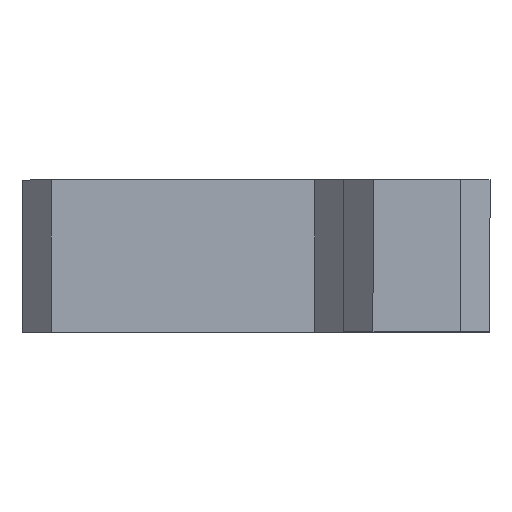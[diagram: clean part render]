
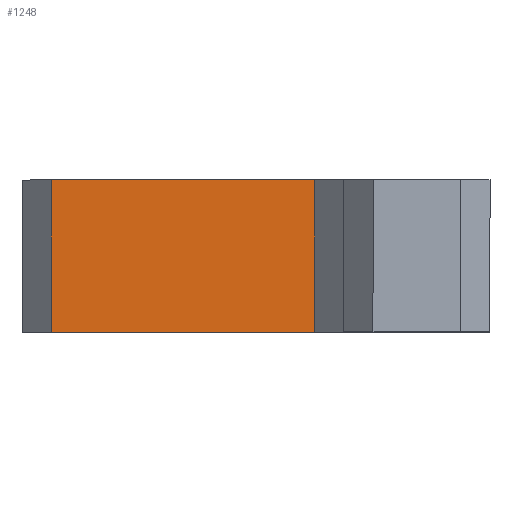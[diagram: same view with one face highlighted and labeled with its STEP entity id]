
A CAD part, top view. The second image highlights one B-rep face of the part: STEP entity #1248.
In plain terms, the highlighted planar face has unit normal (0, 0, 1).
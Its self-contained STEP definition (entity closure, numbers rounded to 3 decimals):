
#72 = VECTOR ( 'NONE', #1259, 1000. ) ;
#94 = DIRECTION ( 'NONE',  ( 0., -1., 0. ) ) ;
#112 = ORIENTED_EDGE ( 'NONE', *, *, #862, .T. ) ;
#237 = DIRECTION ( 'NONE',  ( -1., 0., 0. ) ) ;
#355 = CARTESIAN_POINT ( 'NONE',  ( -8., 2.6, 4. ) ) ;
#390 = DIRECTION ( 'NONE',  ( 1., 0., 0. ) ) ;
#403 = CARTESIAN_POINT ( 'NONE',  ( 2., 2.6, 4. ) ) ;
#482 = VECTOR ( 'NONE', #390, 1000. ) ;
#493 = VERTEX_POINT ( 'NONE', #732 ) ;
#562 = EDGE_CURVE ( 'NONE', #731, #493, #1472, .T. ) ;
#682 = LINE ( 'NONE', #1195, #1322 ) ;
#703 = AXIS2_PLACEMENT_3D ( 'NONE', #355, #1026, #237 ) ;
#707 = EDGE_LOOP ( 'NONE', ( #1252, #1155, #112, #1164 ) ) ;
#731 = VERTEX_POINT ( 'NONE', #786 ) ;
#732 = CARTESIAN_POINT ( 'NONE',  ( -7., -2.6, 4. ) ) ;
#743 = CARTESIAN_POINT ( 'NONE',  ( -7., 2.6, 4. ) ) ;
#762 = LINE ( 'NONE', #1140, #72 ) ;
#771 = CARTESIAN_POINT ( 'NONE',  ( 2., -2.6, 4. ) ) ;
#786 = CARTESIAN_POINT ( 'NONE',  ( -7., 2.6, 4. ) ) ;
#789 = VECTOR ( 'NONE', #94, 1000. ) ;
#808 = VERTEX_POINT ( 'NONE', #403 ) ;
#862 = EDGE_CURVE ( 'NONE', #493, #1462, #682, .T. ) ;
#1026 = DIRECTION ( 'NONE',  ( 0., 0., -1. ) ) ;
#1027 = FACE_OUTER_BOUND ( 'NONE', #707, .T. ) ;
#1140 = CARTESIAN_POINT ( 'NONE',  ( 2., 2.6, 4. ) ) ;
#1155 = ORIENTED_EDGE ( 'NONE', *, *, #562, .T. ) ;
#1164 = ORIENTED_EDGE ( 'NONE', *, *, #1205, .T. ) ;
#1184 = LINE ( 'NONE', #1290, #482 ) ;
#1195 = CARTESIAN_POINT ( 'NONE',  ( -8., -2.6, 4. ) ) ;
#1205 = EDGE_CURVE ( 'NONE', #1462, #808, #762, .T. ) ;
#1248 = ADVANCED_FACE ( 'NONE', ( #1027 ), #1528, .F. ) ;
#1252 = ORIENTED_EDGE ( 'NONE', *, *, #1529, .F. ) ;
#1259 = DIRECTION ( 'NONE',  ( 0., 1., 0. ) ) ;
#1290 = CARTESIAN_POINT ( 'NONE',  ( -8., 2.6, 4. ) ) ;
#1322 = VECTOR ( 'NONE', #1581, 1000. ) ;
#1462 = VERTEX_POINT ( 'NONE', #771 ) ;
#1472 = LINE ( 'NONE', #743, #789 ) ;
#1528 = PLANE ( 'NONE',  #703 ) ;
#1529 = EDGE_CURVE ( 'NONE', #731, #808, #1184, .T. ) ;
#1581 = DIRECTION ( 'NONE',  ( 1., 0., 0. ) ) ;
